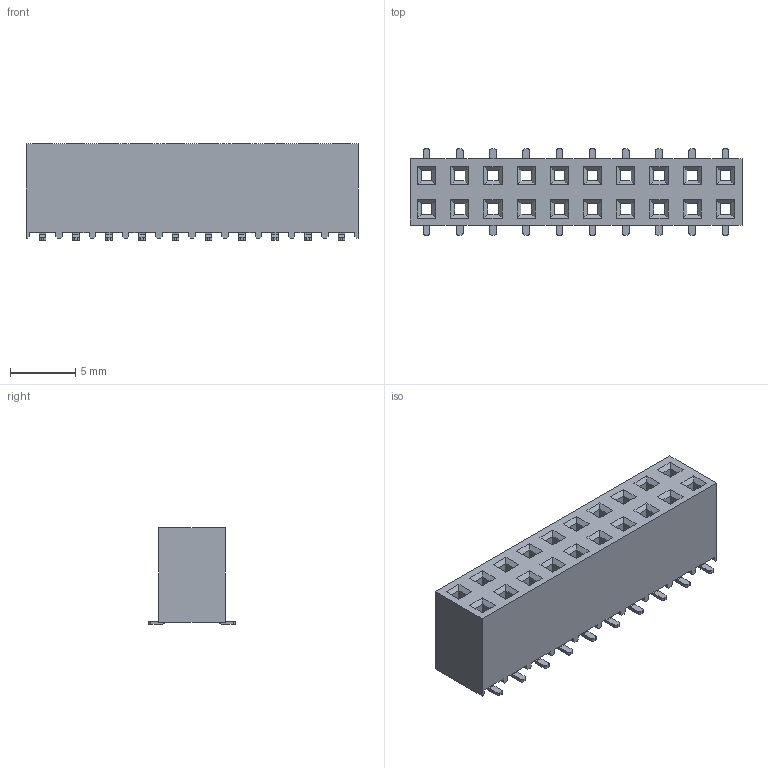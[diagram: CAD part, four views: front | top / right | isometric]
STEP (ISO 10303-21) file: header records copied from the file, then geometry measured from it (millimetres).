
FILE_DESCRIPTION(/* description */ (''),/* implementation_level */ '2;1');
FILE_NAME(/* name */ '963220-2000-XX-XX',/* time_stamp */ '2007-06-18T12:55:18+02:00',/* author */ (''),/* organization */ (''),/* preprocessor_version */ 'ST-DEVELOPER v9',/* originating_system */ 'UGS - NX 4.0',/* authorisation */ '');
FILE_SCHEMA (('AUTOMOTIVE_DESIGN { 1 0 10303 214 1 1 1 1 }'));
Length unit declared in the file: millimetre
Products named in the file (1): 963220-2000-XX-XX
Bounding box: 25.4 x 6.6 x 7.4 mm (x, y, z)
Volume: 706.9 mm3; surface area: 1349.1 mm2
Topology: 1 solids, 1 shells, 526 faces, 1432 edges, 928 vertices
Faces by surface type: plane 446, cylinder 80
Entity records: 16400 total; most frequent: CARTESIAN_POINT 2887, ORIENTED_EDGE 2864, DIRECTION 2646, EDGE_CURVE 1432, LINE 1272, VECTOR 1272, VERTEX_POINT 928, AXIS2_PLACEMENT_3D 687
